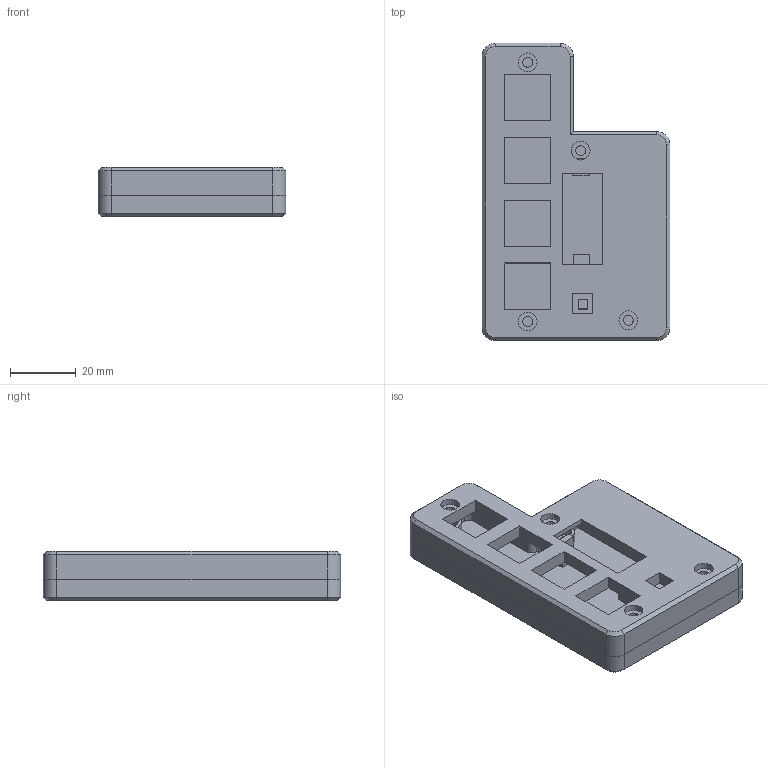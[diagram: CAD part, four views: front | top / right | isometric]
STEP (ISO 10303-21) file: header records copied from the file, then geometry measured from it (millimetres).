
FILE_DESCRIPTION(('FreeCAD Model'),'2;1');
FILE_NAME('Open CASCADE Shape Model','2022-03-03T23:28:11',(''),(''), 'Open CASCADE STEP processor 7.6','FreeCAD','Unknown');
FILE_SCHEMA(('AUTOMOTIVE_DESIGN { 1 0 10303 214 1 1 1 1 }'));
Length unit declared in the file: millimetre
Products named in the file (3): case; case_bottom; case_top
Assembly tree (2 placements, depth 2):
  case
    case_bottom
    case_top
Bounding box: 57.02 x 90.3 x 15 mm (x, y, z)
Volume: 26265.9 mm3; surface area: 24882.3 mm2
Topology: 2 solids, 2 shells, 206 faces, 512 edges, 334 vertices
Faces by surface type: plane 136, cylinder 56, cone 10, torus 4
Full cylindrical faces by diameter (mm): 3 x8, 4.85 x4, 5.1 x2, 5.7 x4, 7 x4, 12.6 x4
Entity records: 12991 total; most frequent: CARTESIAN_POINT 2315, DIRECTION 2055, LINE 1268, VECTOR 1268, ORIENTED_EDGE 1024, PCURVE 1024, DEFINITIONAL_REPRESENTATION 1024, EDGE_CURVE 512
